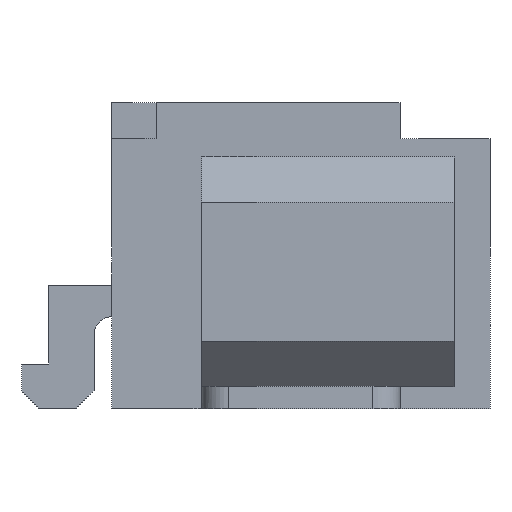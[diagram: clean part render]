
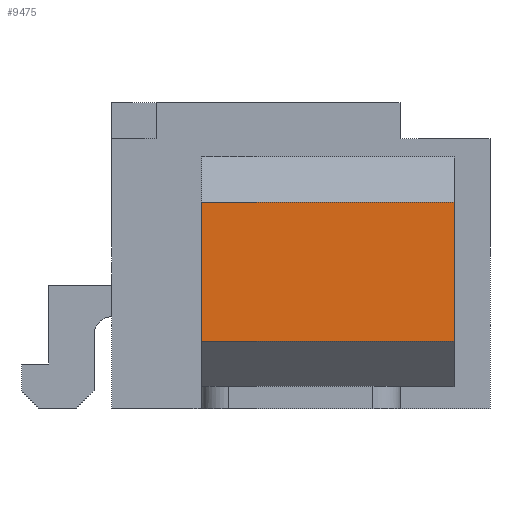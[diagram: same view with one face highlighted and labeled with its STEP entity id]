
A CAD part, left-side view. The second image highlights one B-rep face of the part: STEP entity #9475.
In plain terms, the highlighted planar face has unit normal (-1, 0, 0).
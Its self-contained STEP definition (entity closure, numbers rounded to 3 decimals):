
#4925 = PLANE('',#4926);
#4926 = AXIS2_PLACEMENT_3D('',#4927,#4928,#4929);
#4927 = CARTESIAN_POINT('',(-2.125,-0.35,0.25));
#4928 = DIRECTION('',(0.,-1.,0.));
#4929 = DIRECTION('',(0.,0.,-1.));
#5147 = PLANE('',#5148);
#5148 = AXIS2_PLACEMENT_3D('',#5149,#5150,#5151);
#5149 = CARTESIAN_POINT('',(-2.125,-3.15,0.25));
#5150 = DIRECTION('',(0.,-1.,0.));
#5151 = DIRECTION('',(0.,0.,-1.));
#7570 = PLANE('',#7571);
#7571 = AXIS2_PLACEMENT_3D('',#7572,#7573,#7574);
#7572 = CARTESIAN_POINT('',(-3.875,-0.35,2.3));
#7573 = DIRECTION('',(0.,0.,1.));
#7574 = DIRECTION('',(1.,0.,0.));
#7654 = VERTEX_POINT('',#7655);
#7655 = CARTESIAN_POINT('',(-3.875,-3.15,2.3));
#7676 = EDGE_CURVE('',#7677,#7654,#7679,.T.);
#7677 = VERTEX_POINT('',#7678);
#7678 = CARTESIAN_POINT('',(-3.875,-3.15,0.75));
#7679 = SURFACE_CURVE('',#7680,(#7684,#7691),.PCURVE_S1.);
#7680 = LINE('',#7681,#7682);
#7681 = CARTESIAN_POINT('',(-3.875,-3.15,0.75));
#7682 = VECTOR('',#7683,1.);
#7683 = DIRECTION('',(0.,0.,1.));
#7684 = PCURVE('',#5147,#7685);
#7685 = DEFINITIONAL_REPRESENTATION('',(#7686),#7690);
#7686 = LINE('',#7687,#7688);
#7687 = CARTESIAN_POINT('',(-0.5,-1.75));
#7688 = VECTOR('',#7689,1.);
#7689 = DIRECTION('',(-1.,0.));
#7690 = ( GEOMETRIC_REPRESENTATION_CONTEXT(2)
PARAMETRIC_REPRESENTATION_CONTEXT() REPRESENTATION_CONTEXT('2D SPACE',''
) );
#7691 = PCURVE('',#7692,#7697);
#7692 = PLANE('',#7693);
#7693 = AXIS2_PLACEMENT_3D('',#7694,#7695,#7696);
#7694 = CARTESIAN_POINT('',(-3.875,-0.35,0.75));
#7695 = DIRECTION('',(-1.,0.,0.));
#7696 = DIRECTION('',(0.,0.,1.));
#7697 = DEFINITIONAL_REPRESENTATION('',(#7698),#7702);
#7698 = LINE('',#7699,#7700);
#7699 = CARTESIAN_POINT('',(0.,-2.8));
#7700 = VECTOR('',#7701,1.);
#7701 = DIRECTION('',(1.,0.));
#7702 = ( GEOMETRIC_REPRESENTATION_CONTEXT(2)
PARAMETRIC_REPRESENTATION_CONTEXT() REPRESENTATION_CONTEXT('2D SPACE',''
) );
#7718 = PLANE('',#7719);
#7719 = AXIS2_PLACEMENT_3D('',#7720,#7721,#7722);
#7720 = CARTESIAN_POINT('',(-3.375,-0.35,0.25));
#7721 = DIRECTION('',(-0.707,0.,-0.707));
#7722 = DIRECTION('',(-0.707,0.,0.707));
#8446 = VERTEX_POINT('',#8447);
#8447 = CARTESIAN_POINT('',(-3.875,-0.35,2.3));
#8468 = EDGE_CURVE('',#8469,#8446,#8471,.T.);
#8469 = VERTEX_POINT('',#8470);
#8470 = CARTESIAN_POINT('',(-3.875,-0.35,0.75));
#8471 = SURFACE_CURVE('',#8472,(#8476,#8483),.PCURVE_S1.);
#8472 = LINE('',#8473,#8474);
#8473 = CARTESIAN_POINT('',(-3.875,-0.35,0.75));
#8474 = VECTOR('',#8475,1.);
#8475 = DIRECTION('',(0.,0.,1.));
#8476 = PCURVE('',#4925,#8477);
#8477 = DEFINITIONAL_REPRESENTATION('',(#8478),#8482);
#8478 = LINE('',#8479,#8480);
#8479 = CARTESIAN_POINT('',(-0.5,-1.75));
#8480 = VECTOR('',#8481,1.);
#8481 = DIRECTION('',(-1.,0.));
#8482 = ( GEOMETRIC_REPRESENTATION_CONTEXT(2)
PARAMETRIC_REPRESENTATION_CONTEXT() REPRESENTATION_CONTEXT('2D SPACE',''
) );
#8483 = PCURVE('',#7692,#8484);
#8484 = DEFINITIONAL_REPRESENTATION('',(#8485),#8489);
#8485 = LINE('',#8486,#8487);
#8486 = CARTESIAN_POINT('',(0.,0.));
#8487 = VECTOR('',#8488,1.);
#8488 = DIRECTION('',(1.,0.));
#8489 = ( GEOMETRIC_REPRESENTATION_CONTEXT(2)
PARAMETRIC_REPRESENTATION_CONTEXT() REPRESENTATION_CONTEXT('2D SPACE',''
) );
#9376 = EDGE_CURVE('',#8446,#7654,#9377,.T.);
#9377 = SURFACE_CURVE('',#9378,(#9382,#9389),.PCURVE_S1.);
#9378 = LINE('',#9379,#9380);
#9379 = CARTESIAN_POINT('',(-3.875,-0.35,2.3));
#9380 = VECTOR('',#9381,1.);
#9381 = DIRECTION('',(0.,-1.,0.));
#9382 = PCURVE('',#7570,#9383);
#9383 = DEFINITIONAL_REPRESENTATION('',(#9384),#9388);
#9384 = LINE('',#9385,#9386);
#9385 = CARTESIAN_POINT('',(0.,0.));
#9386 = VECTOR('',#9387,1.);
#9387 = DIRECTION('',(0.,-1.));
#9388 = ( GEOMETRIC_REPRESENTATION_CONTEXT(2)
PARAMETRIC_REPRESENTATION_CONTEXT() REPRESENTATION_CONTEXT('2D SPACE',''
) );
#9389 = PCURVE('',#7692,#9390);
#9390 = DEFINITIONAL_REPRESENTATION('',(#9391),#9395);
#9391 = LINE('',#9392,#9393);
#9392 = CARTESIAN_POINT('',(1.55,0.));
#9393 = VECTOR('',#9394,1.);
#9394 = DIRECTION('',(0.,-1.));
#9395 = ( GEOMETRIC_REPRESENTATION_CONTEXT(2)
PARAMETRIC_REPRESENTATION_CONTEXT() REPRESENTATION_CONTEXT('2D SPACE',''
) );
#9454 = EDGE_CURVE('',#8469,#7677,#9455,.T.);
#9455 = SURFACE_CURVE('',#9456,(#9460,#9467),.PCURVE_S1.);
#9456 = LINE('',#9457,#9458);
#9457 = CARTESIAN_POINT('',(-3.875,-0.35,0.75));
#9458 = VECTOR('',#9459,1.);
#9459 = DIRECTION('',(0.,-1.,0.));
#9460 = PCURVE('',#7718,#9461);
#9461 = DEFINITIONAL_REPRESENTATION('',(#9462),#9466);
#9462 = LINE('',#9463,#9464);
#9463 = CARTESIAN_POINT('',(0.707,0.));
#9464 = VECTOR('',#9465,1.);
#9465 = DIRECTION('',(0.,-1.));
#9466 = ( GEOMETRIC_REPRESENTATION_CONTEXT(2)
PARAMETRIC_REPRESENTATION_CONTEXT() REPRESENTATION_CONTEXT('2D SPACE',''
) );
#9467 = PCURVE('',#7692,#9468);
#9468 = DEFINITIONAL_REPRESENTATION('',(#9469),#9473);
#9469 = LINE('',#9470,#9471);
#9470 = CARTESIAN_POINT('',(0.,0.));
#9471 = VECTOR('',#9472,1.);
#9472 = DIRECTION('',(0.,-1.));
#9473 = ( GEOMETRIC_REPRESENTATION_CONTEXT(2)
PARAMETRIC_REPRESENTATION_CONTEXT() REPRESENTATION_CONTEXT('2D SPACE',''
) );
#9475 = ADVANCED_FACE('',(#9476),#7692,.T.);
#9476 = FACE_BOUND('',#9477,.T.);
#9477 = EDGE_LOOP('',(#9478,#9479,#9480,#9481));
#9478 = ORIENTED_EDGE('',*,*,#9454,.T.);
#9479 = ORIENTED_EDGE('',*,*,#7676,.T.);
#9480 = ORIENTED_EDGE('',*,*,#9376,.F.);
#9481 = ORIENTED_EDGE('',*,*,#8468,.F.);
